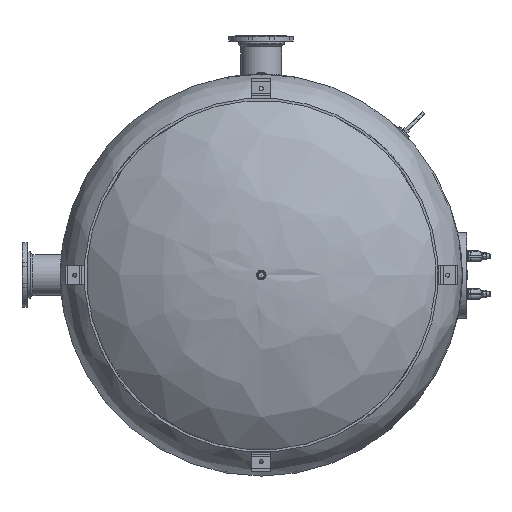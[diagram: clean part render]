
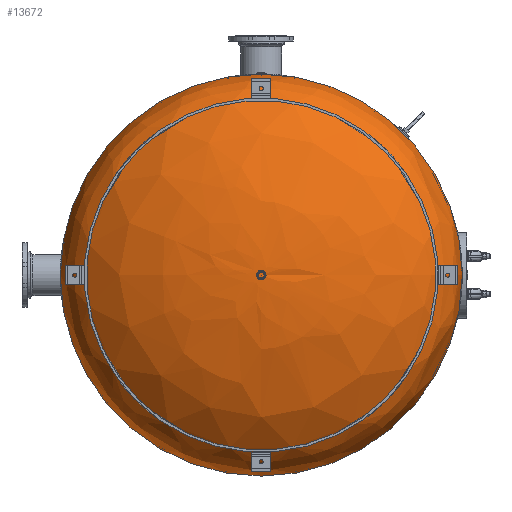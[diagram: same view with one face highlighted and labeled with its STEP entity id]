
A CAD part, front view. The second image highlights one B-rep face of the part: STEP entity #13672.
In plain terms, the highlighted free-form (B-spline) face has degree [2, 2] with [3, 9] control points.
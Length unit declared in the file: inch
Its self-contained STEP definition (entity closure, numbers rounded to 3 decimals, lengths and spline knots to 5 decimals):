
#409=ELLIPSE('',#14892,42.,21.1875);
#814=CIRCLE('',#14888,42.);
#815=CIRCLE('',#14889,42.);
#1814=(
BOUNDED_SURFACE()
B_SPLINE_SURFACE(2,2,((#21385,#21386,#21387,#21388,#21389,#21390,#21391,
#21392,#21393),(#21394,#21395,#21396,#21397,#21398,#21399,#21400,#21401,
#21402),(#21403,#21404,#21405,#21406,#21407,#21408,#21409,#21410,#21411)),
 .UNSPECIFIED.,.F.,.T.,.F.)
B_SPLINE_SURFACE_WITH_KNOTS((3,3),(3,2,2,2,3),(0.,1.5708),(0.,
1.5708,3.14159,4.71239,6.28319),
 .UNSPECIFIED.)
GEOMETRIC_REPRESENTATION_ITEM()
RATIONAL_B_SPLINE_SURFACE(((1.,0.707,1.,0.707,1.,
0.707,1.,0.707,1.),(0.707,0.5,0.707,
0.5,0.707,0.5,0.707,0.5,0.707),(1.,
0.707,1.,0.707,1.,0.707,1.,0.707,
1.)))
REPRESENTATION_ITEM('')
SURFACE()
);
#1847=FACE_OUTER_BOUND('',#2656,.T.);
#2656=EDGE_LOOP('',(#9484,#9485,#9486,#9487));
#5892=VERTEX_POINT('',#21377);
#5893=VERTEX_POINT('',#21379);
#5895=VERTEX_POINT('',#21412);
#7301=EDGE_CURVE('',#5892,#5893,#814,.T.);
#7302=EDGE_CURVE('',#5893,#5892,#815,.T.);
#7304=EDGE_CURVE('',#5895,#5893,#409,.T.);
#9484=ORIENTED_EDGE('',*,*,#7304,.T.);
#9485=ORIENTED_EDGE('',*,*,#7301,.F.);
#9486=ORIENTED_EDGE('',*,*,#7302,.F.);
#9487=ORIENTED_EDGE('',*,*,#7304,.F.);
#13672=ADVANCED_FACE('',(#1847),#1814,.T.);
#14888=AXIS2_PLACEMENT_3D('',#21380,#16335,#16336);
#14889=AXIS2_PLACEMENT_3D('',#21381,#16337,#16338);
#14892=AXIS2_PLACEMENT_3D('',#21413,#16343,#16344);
#16335=DIRECTION('center_axis',(0.,-1.,0.));
#16336=DIRECTION('ref_axis',(1.,0.,0.));
#16337=DIRECTION('center_axis',(0.,-1.,0.));
#16338=DIRECTION('ref_axis',(1.,0.,0.));
#16343=DIRECTION('center_axis',(0.,0.,-1.));
#16344=DIRECTION('ref_axis',(1.,0.,0.));
#21377=CARTESIAN_POINT('',(-42.,0.,0.));
#21379=CARTESIAN_POINT('',(42.,0.,0.));
#21380=CARTESIAN_POINT('Origin',(0.,0.,0.));
#21381=CARTESIAN_POINT('Origin',(0.,0.,0.));
#21385=CARTESIAN_POINT('Ctrl Pts',(42.,0.,0.));
#21386=CARTESIAN_POINT('Ctrl Pts',(42.,0.,42.));
#21387=CARTESIAN_POINT('Ctrl Pts',(0.,0.,42.));
#21388=CARTESIAN_POINT('Ctrl Pts',(-42.,0.,42.));
#21389=CARTESIAN_POINT('Ctrl Pts',(-42.,0.,0.));
#21390=CARTESIAN_POINT('Ctrl Pts',(-42.,0.,-42.));
#21391=CARTESIAN_POINT('Ctrl Pts',(0.,0.,-42.));
#21392=CARTESIAN_POINT('Ctrl Pts',(42.,0.,-42.));
#21393=CARTESIAN_POINT('Ctrl Pts',(42.,0.,0.));
#21394=CARTESIAN_POINT('Ctrl Pts',(42.,21.1875,0.));
#21395=CARTESIAN_POINT('Ctrl Pts',(42.,21.1875,42.));
#21396=CARTESIAN_POINT('Ctrl Pts',(0.,21.1875,42.));
#21397=CARTESIAN_POINT('Ctrl Pts',(-42.,21.1875,42.));
#21398=CARTESIAN_POINT('Ctrl Pts',(-42.,21.1875,0.));
#21399=CARTESIAN_POINT('Ctrl Pts',(-42.,21.1875,-42.));
#21400=CARTESIAN_POINT('Ctrl Pts',(0.,21.1875,-42.));
#21401=CARTESIAN_POINT('Ctrl Pts',(42.,21.1875,-42.));
#21402=CARTESIAN_POINT('Ctrl Pts',(42.,21.1875,0.));
#21403=CARTESIAN_POINT('Ctrl Pts',(0.,21.1875,0.));
#21404=CARTESIAN_POINT('Ctrl Pts',(0.,21.1875,0.));
#21405=CARTESIAN_POINT('Ctrl Pts',(0.,21.1875,0.));
#21406=CARTESIAN_POINT('Ctrl Pts',(0.,21.1875,0.));
#21407=CARTESIAN_POINT('Ctrl Pts',(0.,21.1875,0.));
#21408=CARTESIAN_POINT('Ctrl Pts',(0.,21.1875,0.));
#21409=CARTESIAN_POINT('Ctrl Pts',(0.,21.1875,0.));
#21410=CARTESIAN_POINT('Ctrl Pts',(0.,21.1875,0.));
#21411=CARTESIAN_POINT('Ctrl Pts',(0.,21.1875,0.));
#21412=CARTESIAN_POINT('',(0.,21.1875,0.));
#21413=CARTESIAN_POINT('Origin',(0.,0.,0.));
